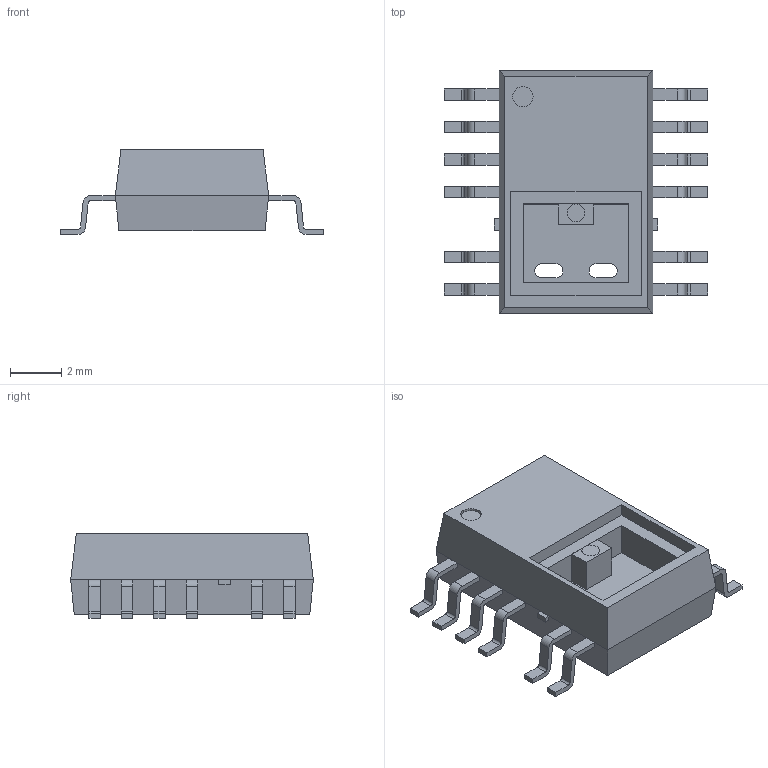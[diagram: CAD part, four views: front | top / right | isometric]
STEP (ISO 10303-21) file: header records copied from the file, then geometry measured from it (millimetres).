
FILE_DESCRIPTION((''),'2;1');
FILE_NAME('GE_CHIPCAP.stp','2012-06-27T13:12:54',(''),(''),'Mechanical Desktop 2011','Mechanical Desktop 2011',', , ');
FILE_SCHEMA(('AUTOMOTIVE_DESIGN { 1 2 10303 214 1 1 1 1 }'));
Length unit declared in the file: millimetre
Products named in the file (1): Product
Bounding box: 10.31 x 9.5 x 3.32 mm (x, y, z)
Volume: 148.7 mm3; surface area: 298.2 mm2
Topology: 17 solids, 17 shells, 224 faces, 555 edges, 368 vertices
Faces by surface type: plane 98, bspline 92, cylinder 34
Entity records: 6970 total; most frequent: CARTESIAN_POINT 1761, ORIENTED_EDGE 1112, DIRECTION 938, EDGE_CURVE 556, VECTOR 440, LINE 440, VERTEX_POINT 368, AXIS2_PLACEMENT_3D 249
